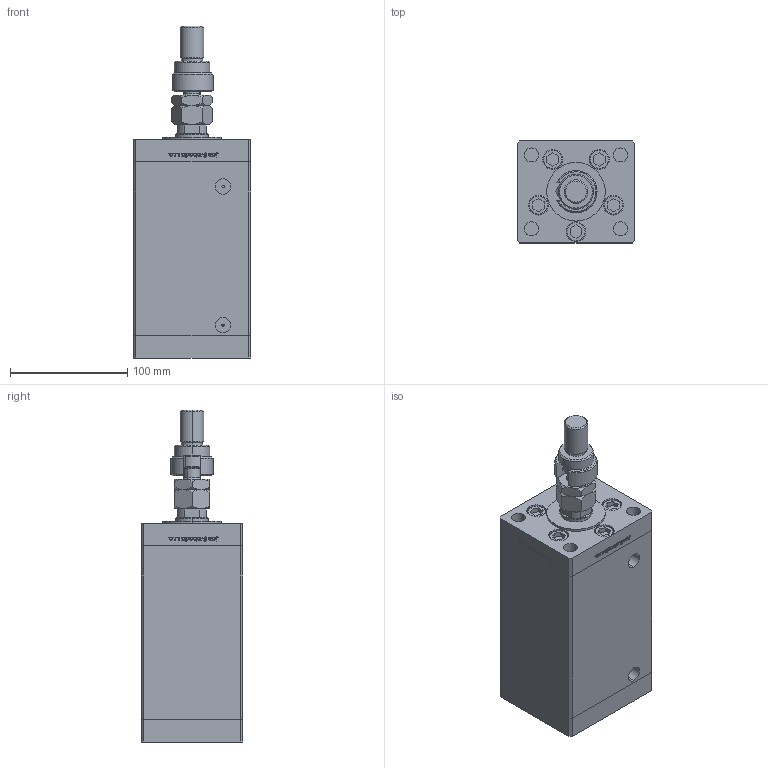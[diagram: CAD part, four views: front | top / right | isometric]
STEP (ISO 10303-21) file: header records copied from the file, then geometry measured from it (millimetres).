
FILE_DESCRIPTION (( 'STEP AP203' ), '1' );
FILE_NAME ('d62c.STEP', '2024-01-08T21:16:36', ( '' ), ( '' ), 'SwSTEP 2.0', 'SolidWorks 2019', '' );
FILE_SCHEMA (( 'CONFIG_CONTROL_DESIGN' ));
Length unit declared in the file: millimetre
Products named in the file (9): V220C BACK_B 7bf003dd5cb8b890ad9396710530c580; MFA 7bf003dd5cb8b890ad9396710530c580; DFA 7bf003dd5cb8b890ad9396710530c580; FEMALE_PART_FOR_DFA 7bf003dd5cb8b890ad9396710530c580; d62c; ALLEN BOLT 7bf003dd5cb8b890ad9396710530c580; V220C_B MIDDLE 7bf003dd5cb8b890ad9396710530c580; V220C_FRONT_B 7bf003dd5cb8b890ad9396710530c580; V220C_VC_B 7bf003dd5cb8b890ad9396710530c580
Assembly tree (17 placements, depth 3):
  d62c
    V220C_B MIDDLE 7bf003dd5cb8b890ad9396710530c580
    V220C BACK_B 7bf003dd5cb8b890ad9396710530c580
    V220C_FRONT_B 7bf003dd5cb8b890ad9396710530c580
    V220C_VC_B 7bf003dd5cb8b890ad9396710530c580
    ALLEN BOLT 7bf003dd5cb8b890ad9396710530c580  x10
    DFA 7bf003dd5cb8b890ad9396710530c580
      FEMALE_PART_FOR_DFA 7bf003dd5cb8b890ad9396710530c580
      MFA 7bf003dd5cb8b890ad9396710530c580
Bounding box: 100 x 87 x 283.5 mm (x, y, z)
Volume: 1481002.9 mm3; surface area: 218583.9 mm2
Topology: 16 solids, 16 shells, 1270 faces, 3142 edges, 2045 vertices
Faces by surface type: plane 492, bspline 484, cylinder 160, cone 86, torus 48
Entity records: 55027 total; most frequent: CARTESIAN_POINT 30983, ORIENTED_EDGE 5452, DIRECTION 3226, EDGE_CURVE 2726, VERTEX_POINT 1793, VECTOR 1378, LINE 1378, EDGE_LOOP 1239
